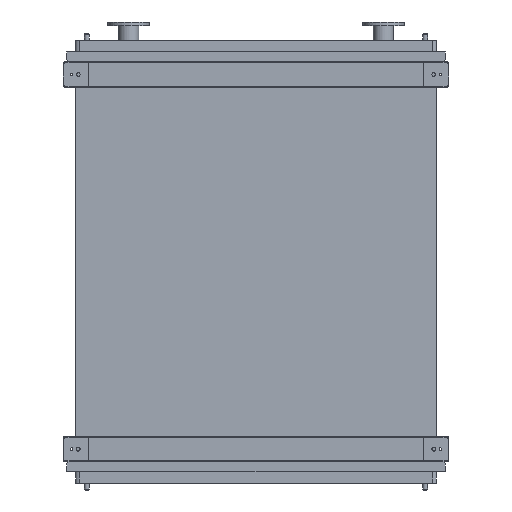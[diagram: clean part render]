
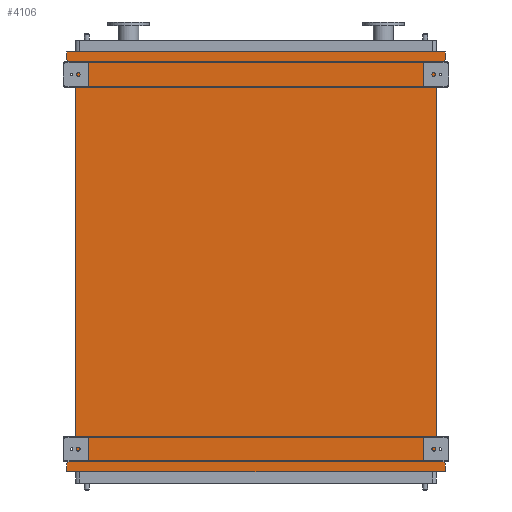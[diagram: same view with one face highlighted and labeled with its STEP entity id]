
A CAD part, front view. The second image highlights one B-rep face of the part: STEP entity #4106.
In plain terms, the highlighted planar face has unit normal (0, -1, 0).
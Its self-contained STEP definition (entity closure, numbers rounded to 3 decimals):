
#96 = DIRECTION ( 'NONE',  ( 0.655, 0., 0.755 ) ) ;
#700 = VECTOR ( 'NONE', #5152, 1000. ) ;
#900 = ORIENTED_EDGE ( 'NONE', *, *, #10181, .F. ) ;
#953 = LINE ( 'NONE', #5364, #10816 ) ;
#989 = VERTEX_POINT ( 'NONE', #21347 ) ;
#1077 = EDGE_CURVE ( 'NONE', #20709, #17011, #5410, .T. ) ;
#1438 = CARTESIAN_POINT ( 'NONE',  ( -965., 0., 0. ) ) ;
#1466 = LINE ( 'NONE', #19893, #11286 ) ;
#1676 = LINE ( 'NONE', #13496, #15094 ) ;
#1679 = CARTESIAN_POINT ( 'NONE',  ( -1011., 0., 53. ) ) ;
#2429 = VECTOR ( 'NONE', #96, 1000. ) ;
#2496 = VERTEX_POINT ( 'NONE', #13675 ) ;
#2859 = VECTOR ( 'NONE', #3692, 1000. ) ;
#2916 = PLANE ( 'NONE',  #17932 ) ;
#3376 = LINE ( 'NONE', #9523, #4010 ) ;
#3495 = ORIENTED_EDGE ( 'NONE', *, *, #9713, .F. ) ;
#3692 = DIRECTION ( 'NONE',  ( 0.655, 0., -0.755 ) ) ;
#3710 = DIRECTION ( 'NONE',  ( 0., 0., 1. ) ) ;
#3953 = CARTESIAN_POINT ( 'NONE',  ( 1011., 0., -2145. ) ) ;
#4010 = VECTOR ( 'NONE', #11370, 1000. ) ;
#4106 = ADVANCED_FACE ( 'NONE', ( #21950 ), #2916, .T. ) ;
#4272 = EDGE_CURVE ( 'NONE', #13589, #18198, #12686, .T. ) ;
#4398 = DIRECTION ( 'NONE',  ( 1., 0., 0. ) ) ;
#4743 = ORIENTED_EDGE ( 'NONE', *, *, #23399, .F. ) ;
#4932 = CARTESIAN_POINT ( 'NONE',  ( 1011., 0., 53. ) ) ;
#4941 = DIRECTION ( 'NONE',  ( 0., -1., 0. ) ) ;
#5152 = DIRECTION ( 'NONE',  ( 0., 0., -1. ) ) ;
#5364 = CARTESIAN_POINT ( 'NONE',  ( 965., 0., -2050. ) ) ;
#5410 = LINE ( 'NONE', #16321, #700 ) ;
#5420 = CARTESIAN_POINT ( 'NONE',  ( 1011., 0., -2145. ) ) ;
#6617 = ORIENTED_EDGE ( 'NONE', *, *, #1077, .F. ) ;
#6771 = VECTOR ( 'NONE', #8869, 1000. ) ;
#6880 = CARTESIAN_POINT ( 'NONE',  ( -965., 0., -2050. ) ) ;
#7945 = DIRECTION ( 'NONE',  ( 0., 0., 1. ) ) ;
#8099 = CARTESIAN_POINT ( 'NONE',  ( -1011., 0., -2103. ) ) ;
#8287 = VERTEX_POINT ( 'NONE', #13546 ) ;
#8500 = CARTESIAN_POINT ( 'NONE',  ( 1011., 0., -2103. ) ) ;
#8869 = DIRECTION ( 'NONE',  ( -0.655, 0., -0.755 ) ) ;
#9170 = CARTESIAN_POINT ( 'NONE',  ( -1011., 0., -2103. ) ) ;
#9523 = CARTESIAN_POINT ( 'NONE',  ( -1011., 0., -2145. ) ) ;
#9713 = EDGE_CURVE ( 'NONE', #23999, #18138, #17459, .T. ) ;
#9990 = ORIENTED_EDGE ( 'NONE', *, *, #21007, .F. ) ;
#10177 = LINE ( 'NONE', #19469, #19184 ) ;
#10181 = EDGE_CURVE ( 'NONE', #15639, #21615, #1466, .T. ) ;
#10315 = CARTESIAN_POINT ( 'NONE',  ( -1011., 0., 95. ) ) ;
#10816 = VECTOR ( 'NONE', #12994, 1000. ) ;
#11286 = VECTOR ( 'NONE', #21678, 1000. ) ;
#11370 = DIRECTION ( 'NONE',  ( 0., 0., 1. ) ) ;
#11822 = LINE ( 'NONE', #4932, #6771 ) ;
#12217 = VECTOR ( 'NONE', #24199, 1000. ) ;
#12254 = LINE ( 'NONE', #10315, #21783 ) ;
#12314 = DIRECTION ( 'NONE',  ( -0.655, 0., 0.755 ) ) ;
#12686 = LINE ( 'NONE', #1679, #17445 ) ;
#12773 = EDGE_CURVE ( 'NONE', #17011, #8287, #11822, .T. ) ;
#12994 = DIRECTION ( 'NONE',  ( 0., 0., 1. ) ) ;
#13221 = CARTESIAN_POINT ( 'NONE',  ( 965., 0., -2050. ) ) ;
#13496 = CARTESIAN_POINT ( 'NONE',  ( -965., 0., -2050. ) ) ;
#13546 = CARTESIAN_POINT ( 'NONE',  ( 965., 0., 0. ) ) ;
#13589 = VERTEX_POINT ( 'NONE', #16006 ) ;
#13639 = ORIENTED_EDGE ( 'NONE', *, *, #20750, .T. ) ;
#13675 = CARTESIAN_POINT ( 'NONE',  ( -1011., 0., -2145. ) ) ;
#14188 = ORIENTED_EDGE ( 'NONE', *, *, #12773, .F. ) ;
#14377 = VERTEX_POINT ( 'NONE', #1438 ) ;
#14477 = ORIENTED_EDGE ( 'NONE', *, *, #4272, .F. ) ;
#14616 = EDGE_CURVE ( 'NONE', #18138, #14377, #1676, .T. ) ;
#15025 = CARTESIAN_POINT ( 'NONE',  ( -965., 0., -2050. ) ) ;
#15079 = EDGE_LOOP ( 'NONE', ( #13639, #14188, #6617, #22323, #14477, #16711, #17832, #3495, #4743, #9990, #900, #21416 ) ) ;
#15094 = VECTOR ( 'NONE', #7945, 1000. ) ;
#15181 = CARTESIAN_POINT ( 'NONE',  ( -1011., 0., 95. ) ) ;
#15639 = VERTEX_POINT ( 'NONE', #8500 ) ;
#15849 = CARTESIAN_POINT ( 'NONE',  ( 1011., 0., 53. ) ) ;
#16006 = CARTESIAN_POINT ( 'NONE',  ( -1011., 0., 53. ) ) ;
#16290 = EDGE_CURVE ( 'NONE', #18198, #20709, #12254, .T. ) ;
#16321 = CARTESIAN_POINT ( 'NONE',  ( 1011., 0., 95. ) ) ;
#16633 = EDGE_CURVE ( 'NONE', #989, #15639, #23190, .T. ) ;
#16711 = ORIENTED_EDGE ( 'NONE', *, *, #22958, .F. ) ;
#17011 = VERTEX_POINT ( 'NONE', #15849 ) ;
#17445 = VECTOR ( 'NONE', #3710, 1000. ) ;
#17459 = LINE ( 'NONE', #8099, #2429 ) ;
#17832 = ORIENTED_EDGE ( 'NONE', *, *, #14616, .F. ) ;
#17931 = DIRECTION ( 'NONE',  ( 0., 0., -1. ) ) ;
#17932 = AXIS2_PLACEMENT_3D ( 'NONE', #6880, #4941, #17931 ) ;
#18138 = VERTEX_POINT ( 'NONE', #15025 ) ;
#18198 = VERTEX_POINT ( 'NONE', #15181 ) ;
#19184 = VECTOR ( 'NONE', #12314, 1000. ) ;
#19469 = CARTESIAN_POINT ( 'NONE',  ( -965., 0., 0. ) ) ;
#19893 = CARTESIAN_POINT ( 'NONE',  ( 1011., 0., -2103. ) ) ;
#20056 = CARTESIAN_POINT ( 'NONE',  ( 1011., 0., 95. ) ) ;
#20709 = VERTEX_POINT ( 'NONE', #20056 ) ;
#20750 = EDGE_CURVE ( 'NONE', #989, #8287, #953, .T. ) ;
#21007 = EDGE_CURVE ( 'NONE', #21615, #2496, #21736, .T. ) ;
#21347 = CARTESIAN_POINT ( 'NONE',  ( 965., 0., -2050. ) ) ;
#21416 = ORIENTED_EDGE ( 'NONE', *, *, #16633, .F. ) ;
#21615 = VERTEX_POINT ( 'NONE', #5420 ) ;
#21678 = DIRECTION ( 'NONE',  ( 0., 0., -1. ) ) ;
#21736 = LINE ( 'NONE', #3953, #12217 ) ;
#21783 = VECTOR ( 'NONE', #4398, 1000. ) ;
#21950 = FACE_OUTER_BOUND ( 'NONE', #15079, .T. ) ;
#22323 = ORIENTED_EDGE ( 'NONE', *, *, #16290, .F. ) ;
#22958 = EDGE_CURVE ( 'NONE', #14377, #13589, #10177, .T. ) ;
#23190 = LINE ( 'NONE', #13221, #2859 ) ;
#23399 = EDGE_CURVE ( 'NONE', #2496, #23999, #3376, .T. ) ;
#23999 = VERTEX_POINT ( 'NONE', #9170 ) ;
#24199 = DIRECTION ( 'NONE',  ( -1., 0., 0. ) ) ;
